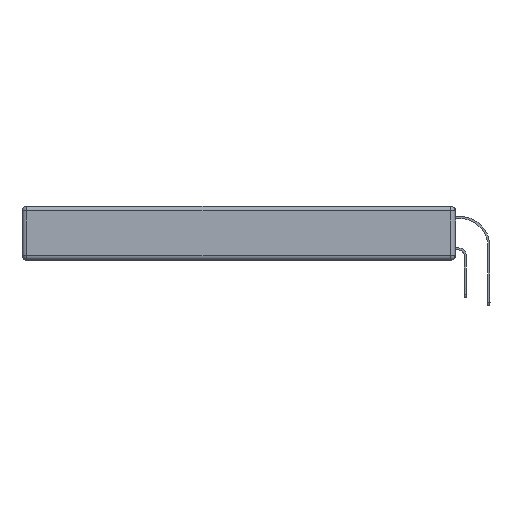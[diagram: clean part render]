
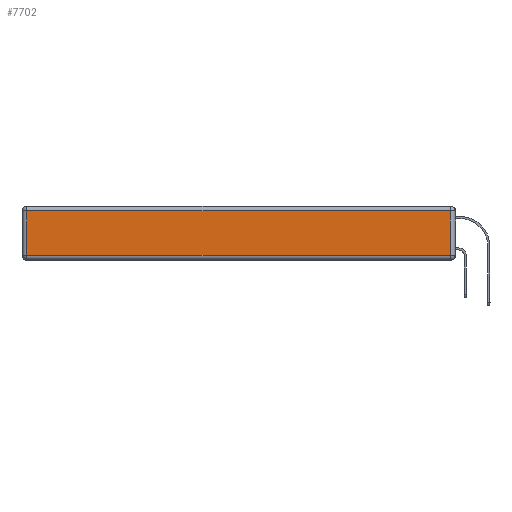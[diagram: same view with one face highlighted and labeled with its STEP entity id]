
A CAD part, left-side view. The second image highlights one B-rep face of the part: STEP entity #7702.
In plain terms, the highlighted planar face has unit normal (-1, 0, 0).
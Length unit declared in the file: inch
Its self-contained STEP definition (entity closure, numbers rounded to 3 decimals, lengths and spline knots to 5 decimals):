
#426 = CARTESIAN_POINT ( 'NONE',  ( 0., 0., -0.343 ) ) ;
#1168 = DIRECTION ( 'NONE',  ( 0., 1., 0. ) ) ;
#1813 = CARTESIAN_POINT ( 'NONE',  ( 0., 2.72, -0.03 ) ) ;
#1946 = DIRECTION ( 'NONE',  ( 0., -1., 0. ) ) ;
#2161 = EDGE_CURVE ( 'NONE', #19377, #17908, #2287, .T. ) ;
#2287 = LINE ( 'NONE', #11219, #7178 ) ;
#3412 = ORIENTED_EDGE ( 'NONE', *, *, #9103, .T. ) ;
#3508 = AXIS2_PLACEMENT_3D ( 'NONE', #426, #16398, #18499 ) ;
#5779 = DIRECTION ( 'NONE',  ( 0., 0., 1. ) ) ;
#5957 = CARTESIAN_POINT ( 'NONE',  ( 0., 0., -0.313 ) ) ;
#5979 = EDGE_CURVE ( 'NONE', #8920, #16543, #14691, .T. ) ;
#7178 = VECTOR ( 'NONE', #9458, 39.37008 ) ;
#7487 = CARTESIAN_POINT ( 'NONE',  ( 0., 0.03, -0.03 ) ) ;
#7702 = ADVANCED_FACE ( 'NONE', ( #10881 ), #9244, .T. ) ;
#8731 = ORIENTED_EDGE ( 'NONE', *, *, #5979, .T. ) ;
#8781 = CARTESIAN_POINT ( 'NONE',  ( 0., 0.03, -0.313 ) ) ;
#8920 = VERTEX_POINT ( 'NONE', #8781 ) ;
#9103 = EDGE_CURVE ( 'NONE', #17908, #8920, #13012, .T. ) ;
#9244 = PLANE ( 'NONE',  #3508 ) ;
#9312 = CARTESIAN_POINT ( 'NONE',  ( 0., 0.03, -0.343 ) ) ;
#9458 = DIRECTION ( 'NONE',  ( 0., 0., -1. ) ) ;
#10103 = LINE ( 'NONE', #17247, #10750 ) ;
#10750 = VECTOR ( 'NONE', #1168, 39.37008 ) ;
#10881 = FACE_OUTER_BOUND ( 'NONE', #22481, .T. ) ;
#11219 = CARTESIAN_POINT ( 'NONE',  ( 0., 2.72, -0.343 ) ) ;
#12221 = ORIENTED_EDGE ( 'NONE', *, *, #15176, .T. ) ;
#13012 = LINE ( 'NONE', #5957, #20841 ) ;
#14691 = LINE ( 'NONE', #9312, #16197 ) ;
#15176 = EDGE_CURVE ( 'NONE', #16543, #19377, #10103, .T. ) ;
#16197 = VECTOR ( 'NONE', #5779, 39.37008 ) ;
#16398 = DIRECTION ( 'NONE',  ( -1., 0., 0. ) ) ;
#16543 = VERTEX_POINT ( 'NONE', #7487 ) ;
#17247 = CARTESIAN_POINT ( 'NONE',  ( 0., 2.75, -0.03 ) ) ;
#17908 = VERTEX_POINT ( 'NONE', #19396 ) ;
#18499 = DIRECTION ( 'NONE',  ( 0., 0., 1. ) ) ;
#18927 = ORIENTED_EDGE ( 'NONE', *, *, #2161, .T. ) ;
#19377 = VERTEX_POINT ( 'NONE', #1813 ) ;
#19396 = CARTESIAN_POINT ( 'NONE',  ( 0., 2.72, -0.313 ) ) ;
#20841 = VECTOR ( 'NONE', #1946, 39.37008 ) ;
#22481 = EDGE_LOOP ( 'NONE', ( #3412, #8731, #12221, #18927 ) ) ;
